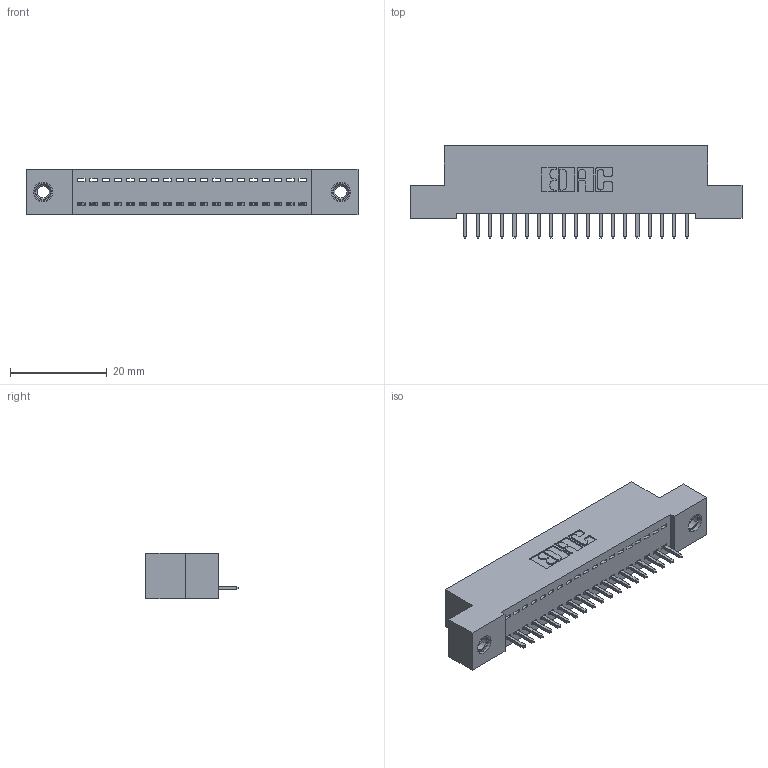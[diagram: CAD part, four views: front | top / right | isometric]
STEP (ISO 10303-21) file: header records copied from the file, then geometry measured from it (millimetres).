
FILE_DESCRIPTION (( 'STEP AP203' ), '1' );
FILE_NAME ('342-019-521-107.STEP', '2018-08-10T22:05:58', ( '' ), ( '' ), 'SwSTEP 2.0', 'SolidWorks 2016', '' );
FILE_SCHEMA (( 'CONFIG_CONTROL_DESIGN' ));
Length unit declared in the file: inch
Products named in the file (4): 345-292-001_345-293-121; 345-250-001_345-250-005-103; 342-019-521-107; 342 Part_TI
Assembly tree (22 placements, depth 2):
  342-019-521-107
    342 Part_TI
    345-292-001_345-293-121  x19
    345-250-001_345-250-005-103  x2
Bounding box: 68.58 x 19.06 x 9.4 mm (x, y, z)
Volume: 5861.6 mm3; surface area: 8002.8 mm2
Topology: 22 solids, 22 shells, 1272 faces, 3779 edges, 2486 vertices
Faces by surface type: plane 896, cylinder 360, cone 12, torus 4
Entity records: 15662 total; most frequent: CARTESIAN_POINT 2686, ORIENTED_EDGE 2634, DIRECTION 2345, EDGE_CURVE 1317, VECTOR 1169, LINE 1169, VERTEX_POINT 872, AXIS2_PLACEMENT_3D 588
